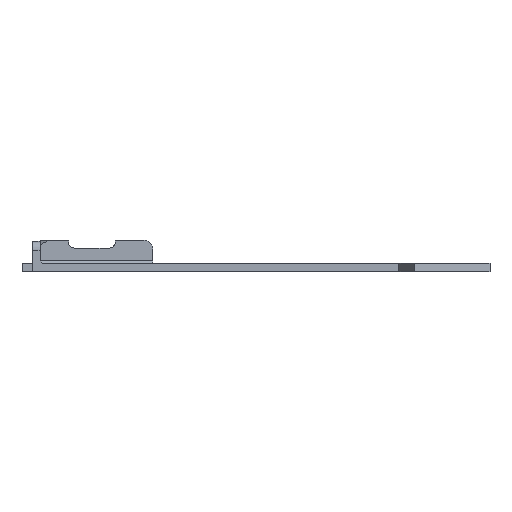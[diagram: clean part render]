
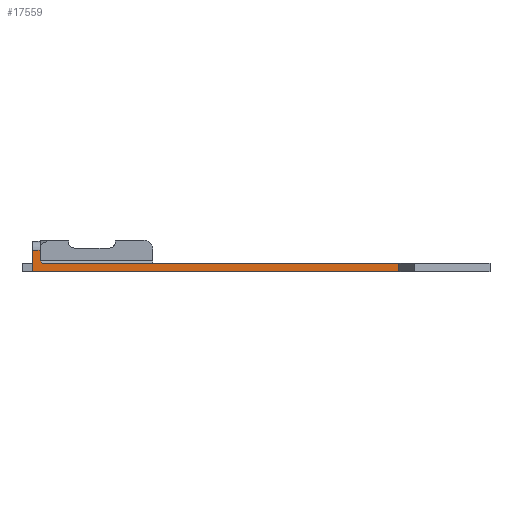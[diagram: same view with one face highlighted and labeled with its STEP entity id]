
A CAD part, left-side view. The second image highlights one B-rep face of the part: STEP entity #17559.
In plain terms, the highlighted planar face has unit normal (-1, 0, 0).
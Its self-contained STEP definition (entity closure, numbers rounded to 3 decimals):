
#1463=FACE_OUTER_BOUND('',#2474,.T.);
#2474=EDGE_LOOP('',(#16115,#16116,#16117,#16118,#16119,#16120,#16121));
#3414=LINE('',#21938,#5097);
#3732=LINE('',#24224,#5415);
#4249=LINE('',#27522,#5932);
#4955=LINE('',#31466,#6638);
#5023=LINE('',#31639,#6706);
#5050=LINE('',#31705,#6733);
#5052=LINE('',#31709,#6735);
#5097=VECTOR('',#18450,10.);
#5415=VECTOR('',#18850,10.);
#5932=VECTOR('',#20079,10.);
#6638=VECTOR('',#21455,10.);
#6706=VECTOR('',#21631,10.);
#6733=VECTOR('',#21714,10.);
#6735=VECTOR('',#21720,10.);
#6802=VERTEX_POINT('',#21935);
#6803=VERTEX_POINT('',#21937);
#7459=VERTEX_POINT('',#24221);
#7460=VERTEX_POINT('',#24223);
#8358=VERTEX_POINT('',#27519);
#8359=VERTEX_POINT('',#27521);
#8447=VERTEX_POINT('',#31638);
#8512=EDGE_CURVE('',#6802,#6803,#3414,.T.);
#9169=EDGE_CURVE('',#7459,#7460,#3732,.T.);
#10185=EDGE_CURVE('',#8358,#8359,#4249,.T.);
#10901=EDGE_CURVE('',#8359,#7459,#4955,.T.);
#10989=EDGE_CURVE('',#6803,#8447,#5023,.T.);
#11020=EDGE_CURVE('',#8447,#8358,#5050,.T.);
#11022=EDGE_CURVE('',#7460,#6802,#5052,.T.);
#16115=ORIENTED_EDGE('',*,*,#11022,.F.);
#16116=ORIENTED_EDGE('',*,*,#9169,.F.);
#16117=ORIENTED_EDGE('',*,*,#10901,.F.);
#16118=ORIENTED_EDGE('',*,*,#10185,.F.);
#16119=ORIENTED_EDGE('',*,*,#11020,.F.);
#16120=ORIENTED_EDGE('',*,*,#10989,.F.);
#16121=ORIENTED_EDGE('',*,*,#8512,.F.);
#16643=PLANE('',#18396);
#17559=ADVANCED_FACE('',(#1463),#16643,.T.);
#18396=AXIS2_PLACEMENT_3D('',#31708,#21718,#21719);
#18450=DIRECTION('',(0.,1.,0.));
#18850=DIRECTION('',(0.,-1.,0.));
#20079=DIRECTION('',(0.,0.,-1.));
#21455=DIRECTION('',(0.,-0.707,-0.707));
#21631=DIRECTION('',(0.,0.,1.));
#21714=DIRECTION('',(0.,-1.,0.));
#21718=DIRECTION('center_axis',(-1.,0.,0.));
#21719=DIRECTION('ref_axis',(0.,0.,-1.));
#21720=DIRECTION('',(0.,0.,-1.));
#21935=CARTESIAN_POINT('',(164.585,-121.58,-2.2));
#21937=CARTESIAN_POINT('',(164.585,-47.655,-2.2));
#21938=CARTESIAN_POINT('',(164.585,-47.655,-2.2));
#24221=CARTESIAN_POINT('',(164.585,-49.655,-0.5));
#24223=CARTESIAN_POINT('',(164.585,-121.58,-0.5));
#24224=CARTESIAN_POINT('',(164.585,-47.655,-0.5));
#27519=CARTESIAN_POINT('',(164.585,-49.155,2.15));
#27521=CARTESIAN_POINT('',(164.585,-49.155,0.));
#27522=CARTESIAN_POINT('',(164.585,-49.155,-2.));
#31466=CARTESIAN_POINT('',(164.585,-49.03,0.125));
#31638=CARTESIAN_POINT('',(164.585,-47.655,2.15));
#31639=CARTESIAN_POINT('',(164.585,-47.655,-2.));
#31705=CARTESIAN_POINT('',(164.585,-47.655,2.15));
#31708=CARTESIAN_POINT('Origin',(164.585,-47.655,-0.5));
#31709=CARTESIAN_POINT('',(164.585,-121.58,0.));
